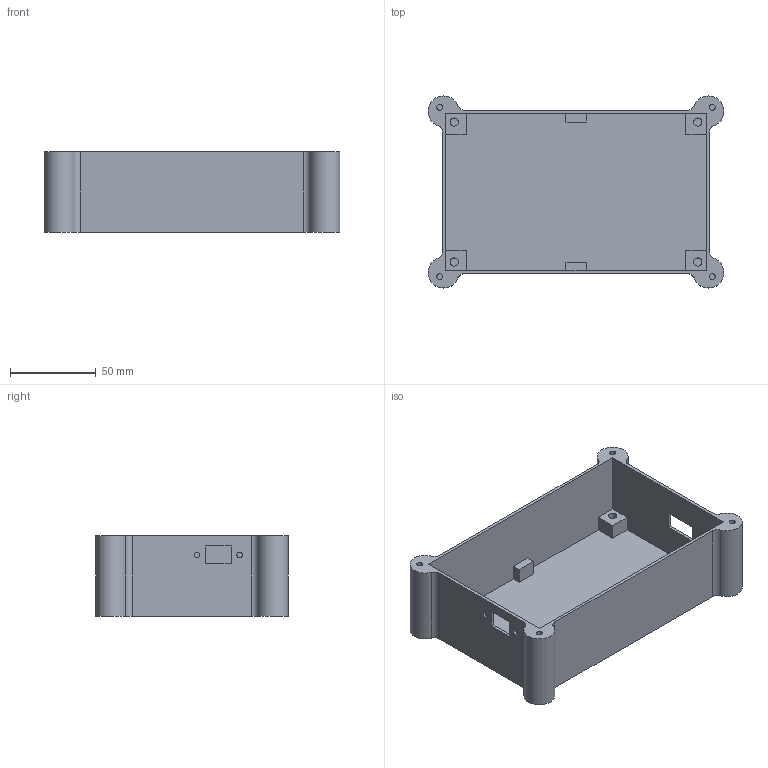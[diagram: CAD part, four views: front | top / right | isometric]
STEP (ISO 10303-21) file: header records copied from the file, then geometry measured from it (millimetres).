
FILE_DESCRIPTION(/* description */ (''),/* implementation_level */ '2;1');
FILE_NAME(/* name */ 'Obudowa podstawa.stp',/* time_stamp */ '2023-05-25T22:37:38+02:00',/* author */ ('Jasio'),/* organization */ (''),/* preprocessor_version */ 'ST-DEVELOPER v19',/* originating_system */ 'Autodesk Inventor 2023',/* authorisation */ '');
FILE_SCHEMA (('AUTOMOTIVE_DESIGN { 1 0 10303 214 3 1 1 }'));
Length unit declared in the file: millimetre
Products named in the file (1): test
Bounding box: 172.7 x 112.15 x 47.1 mm (x, y, z)
Volume: 102003.6 mm3; surface area: 81580.1 mm2
Topology: 1 solids, 1 shells, 69 faces, 174 edges, 116 vertices
Faces by surface type: plane 47, cylinder 22
Full cylindrical faces by diameter (mm): 3.3 x2, 3.4 x4, 4.8 x4
Entity records: 2131 total; most frequent: CARTESIAN_POINT 360, DIRECTION 358, ORIENTED_EDGE 348, EDGE_CURVE 174, LINE 130, VECTOR 130, VERTEX_POINT 116, AXIS2_PLACEMENT_3D 114
